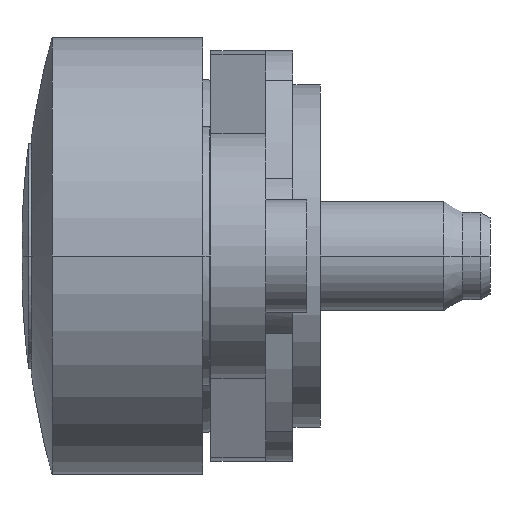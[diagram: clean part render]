
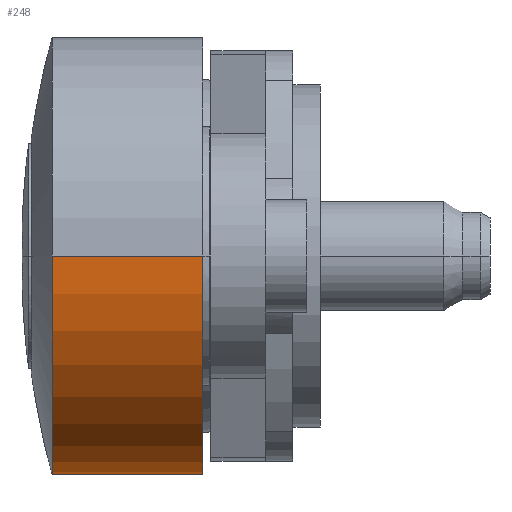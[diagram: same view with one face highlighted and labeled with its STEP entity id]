
A CAD part, left-side view. The second image highlights one B-rep face of the part: STEP entity #248.
In plain terms, the highlighted cylindrical face has radius 8 mm (diameter 16 mm), a partial arc.
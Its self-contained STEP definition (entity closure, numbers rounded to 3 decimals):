
#248=ADVANCED_FACE('',(#675),#676,.T.);
#675=FACE_OUTER_BOUND('',#1317,.T.);
#676=CYLINDRICAL_SURFACE('',#1318,8.0);
#1317=EDGE_LOOP('',(#3029,#3030,#3031,#3032,#3033));
#1318=AXIS2_PLACEMENT_3D('',#3034,#3035,#3036);
#3029=ORIENTED_EDGE('',*,*,#4177,.F.);
#3030=ORIENTED_EDGE('',*,*,#4178,.T.);
#3031=ORIENTED_EDGE('',*,*,#4179,.F.);
#3032=ORIENTED_EDGE('',*,*,#4180,.F.);
#3033=ORIENTED_EDGE('',*,*,#4173,.F.);
#3034=CARTESIAN_POINT('',(-35.0,9.8,0.0));
#3035=DIRECTION('',(0.0,1.0,0.0));
#3036=DIRECTION('',(-1.0,0.0,0.0));
#4173=EDGE_CURVE('',#5117,#5119,#5120,.T.);
#4177=EDGE_CURVE('',#5124,#5117,#5126,.T.);
#4178=EDGE_CURVE('',#5124,#5127,#5128,.T.);
#4179=EDGE_CURVE('',#5129,#5127,#5130,.T.);
#4180=EDGE_CURVE('',#5119,#5129,#5131,.T.);
#5117=VERTEX_POINT('',#6739);
#5119=VERTEX_POINT('',#6741);
#5120=CIRCLE('',#6742,8.0);
#5124=VERTEX_POINT('',#6746);
#5126=CIRCLE('',#6748,8.0);
#5127=VERTEX_POINT('',#6749);
#5128=LINE('',#6750,#6751);
#5129=VERTEX_POINT('',#6752);
#5130=CIRCLE('',#6753,8.0);
#5131=LINE('',#6754,#6755);
#6739=CARTESIAN_POINT('',(-35.0,9.8,-8.0));
#6741=CARTESIAN_POINT('',(-43.0,9.8,0.0));
#6742=AXIS2_PLACEMENT_3D('',#7929,#7930,#7931);
#6746=CARTESIAN_POINT('',(-27.0,9.8,0.0));
#6748=AXIS2_PLACEMENT_3D('',#7941,#7942,#7943);
#6749=CARTESIAN_POINT('',(-27.0,4.3,0.0));
#6750=CARTESIAN_POINT('',(-27.0,9.8,0.0));
#6751=VECTOR('',#7944,5.5);
#6752=CARTESIAN_POINT('',(-43.0,4.3,0.0));
#6753=AXIS2_PLACEMENT_3D('',#7945,#7946,#7947);
#6754=CARTESIAN_POINT('',(-43.0,9.8,0.0));
#6755=VECTOR('',#7948,5.5);
#7929=CARTESIAN_POINT('',(-35.0,9.8,0.0));
#7930=DIRECTION('',(0.0,1.0,0.0));
#7931=DIRECTION('',(0.0,0.0,-1.0));
#7941=CARTESIAN_POINT('',(-35.0,9.8,0.0));
#7942=DIRECTION('',(-0.0,1.0,0.0));
#7943=DIRECTION('',(1.0,0.0,0.0));
#7944=DIRECTION('',(0.0,-1.0,0.0));
#7945=CARTESIAN_POINT('',(-35.0,4.3,0.0));
#7946=DIRECTION('',(0.0,-1.0,0.0));
#7947=DIRECTION('',(-1.0,0.0,0.0));
#7948=DIRECTION('',(0.0,-1.0,0.0));
